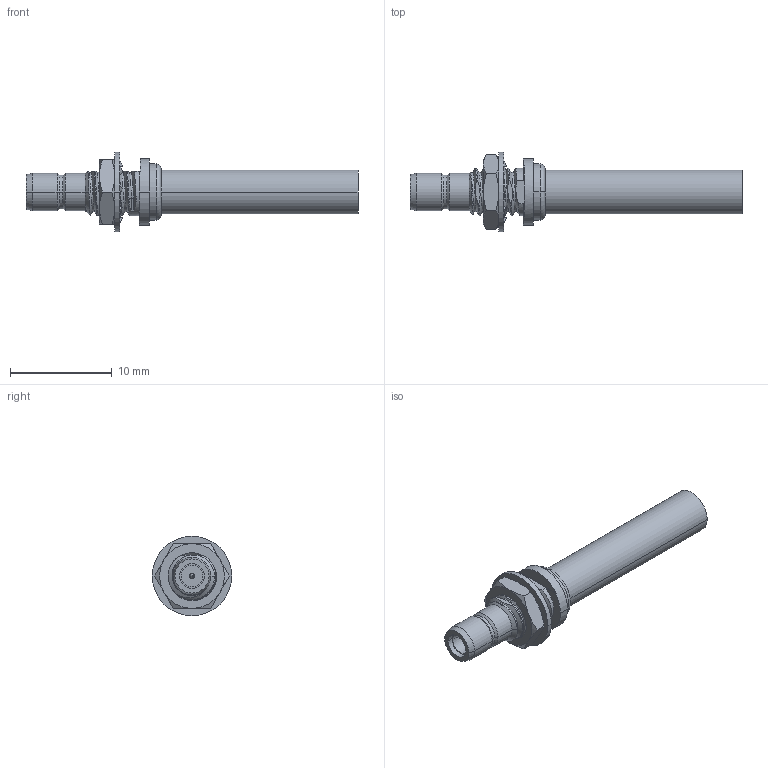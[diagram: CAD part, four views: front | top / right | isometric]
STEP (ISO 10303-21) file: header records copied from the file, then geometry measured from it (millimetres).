
FILE_DESCRIPTION((''),'2;1');
FILE_NAME('SMB1421A1-3GT30G-196A_SW0001','2020-07-29T10:48:00',('Kaviyarasan'),(''),'CREO PARAMETRIC BY PTC INC, 2019444','CREO PARAMETRIC BY PTC INC, 2019444','');
FILE_SCHEMA(('CONFIG_CONTROL_DESIGN'));
Length unit declared in the file: millimetre
Products named in the file (1): SMB1421A1-3GT30G-196A_SW0001
Bounding box: 32.55 x 7.8 x 7.8 mm (x, y, z)
Volume: 363.7 mm3; surface area: 869.3 mm2
Topology: 1 solids, 1 shells, 188 faces, 506 edges, 311 vertices
Faces by surface type: bspline 60, cylinder 49, plane 49, cone 28, torus 2
Entity records: 10206 total; most frequent: CARTESIAN_POINT 5892, ORIENTED_EDGE 1008, DIRECTION 709, EDGE_CURVE 504, VERTEX_POINT 311, AXIS2_PLACEMENT_3D 255, EDGE_LOOP 201, VECTOR 199
